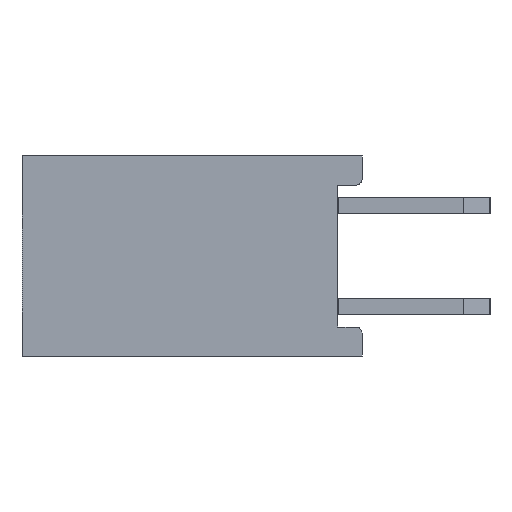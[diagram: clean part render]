
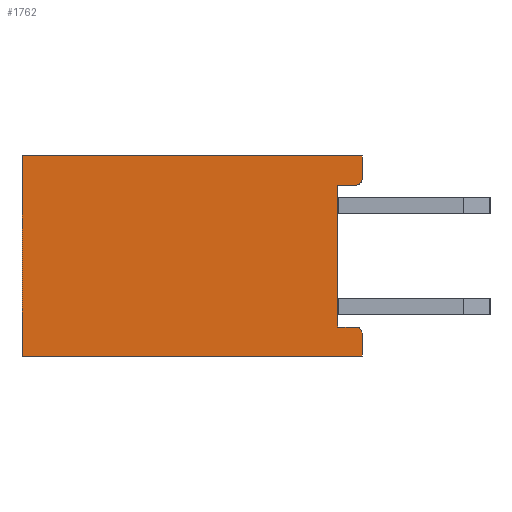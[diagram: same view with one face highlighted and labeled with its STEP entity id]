
A CAD part, left-side view. The second image highlights one B-rep face of the part: STEP entity #1762.
In plain terms, the highlighted planar face has unit normal (-1, 0, 0).
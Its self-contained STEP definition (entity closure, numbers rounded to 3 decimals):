
#1762=ADVANCED_FACE('',(#4413),#4414,.F.);
#4413=FACE_OUTER_BOUND('',#8022,.T.);
#4414=PLANE('',#8023);
#8022=EDGE_LOOP('',(#13546,#13547,#13548,#13549,#13550,#13551,#13552,#13553,#13554,#13555));
#8023=AXIS2_PLACEMENT_3D('',#13556,#13557,#13558);
#13546=ORIENTED_EDGE('',*,*,#23590,.T.);
#13547=ORIENTED_EDGE('',*,*,#23703,.T.);
#13548=ORIENTED_EDGE('',*,*,#23225,.F.);
#13549=ORIENTED_EDGE('',*,*,#23704,.T.);
#13550=ORIENTED_EDGE('',*,*,#23705,.T.);
#13551=ORIENTED_EDGE('',*,*,#23706,.T.);
#13552=ORIENTED_EDGE('',*,*,#23707,.T.);
#13553=ORIENTED_EDGE('',*,*,#23708,.T.);
#13554=ORIENTED_EDGE('',*,*,#23709,.F.);
#13555=ORIENTED_EDGE('',*,*,#23710,.T.);
#13556=CARTESIAN_POINT('',(-24.255,4.177,0.));
#13557=DIRECTION('',(1.0,0.0,0.));
#13558=DIRECTION('',(0.,0.0,-1.0));
#23225=EDGE_CURVE('',#28623,#28625,#28626,.T.);
#23590=EDGE_CURVE('',#29229,#29227,#29230,.T.);
#23703=EDGE_CURVE('',#29227,#28625,#29415,.T.);
#23704=EDGE_CURVE('',#28623,#29416,#29417,.T.);
#23705=EDGE_CURVE('',#29416,#29418,#29419,.T.);
#23706=EDGE_CURVE('',#29418,#29420,#29421,.T.);
#23707=EDGE_CURVE('',#29420,#29422,#29423,.T.);
#23708=EDGE_CURVE('',#29422,#29424,#29425,.T.);
#23709=EDGE_CURVE('',#29426,#29424,#29427,.T.);
#23710=EDGE_CURVE('',#29426,#29229,#29428,.T.);
#28623=VERTEX_POINT('',#36143);
#28625=VERTEX_POINT('',#36146);
#28626=CIRCLE('',#36147,0.15);
#29227=VERTEX_POINT('',#37037);
#29229=VERTEX_POINT('',#37040);
#29230=LINE('',#37041,#37042);
#29415=LINE('',#37324,#37325);
#29416=VERTEX_POINT('',#37326);
#29417=LINE('',#37327,#37328);
#29418=VERTEX_POINT('',#37329);
#29419=LINE('',#37330,#37331);
#29420=VERTEX_POINT('',#37332);
#29421=LINE('',#37333,#37334);
#29422=VERTEX_POINT('',#37335);
#29423=LINE('',#37336,#37337);
#29424=VERTEX_POINT('',#37338);
#29425=LINE('',#37339,#37340);
#29426=VERTEX_POINT('',#37341);
#29427=CIRCLE('',#37342,0.15);
#29428=LINE('',#37343,#37344);
#36143=CARTESIAN_POINT('',(-24.255,0.0,1.925));
#36146=CARTESIAN_POINT('',(-24.255,0.15,1.775));
#36147=AXIS2_PLACEMENT_3D('',#43735,#43736,#43737);
#37037=CARTESIAN_POINT('',(-24.255,0.6,1.775));
#37040=CARTESIAN_POINT('',(-24.255,0.6,-1.775));
#37041=CARTESIAN_POINT('',(-24.255,0.6,-1.775));
#37042=VECTOR('',#44073,1.0);
#37324=CARTESIAN_POINT('',(-24.255,0.6,1.775));
#37325=VECTOR('',#44174,1.0);
#37326=CARTESIAN_POINT('',(-24.255,0.0,2.5));
#37327=CARTESIAN_POINT('',(-24.255,0.0,1.925));
#37328=VECTOR('',#44175,1.0);
#37329=CARTESIAN_POINT('',(-24.255,8.5,2.5));
#37330=CARTESIAN_POINT('',(-24.255,0.0,2.5));
#37331=VECTOR('',#44176,1.0);
#37332=CARTESIAN_POINT('',(-24.255,8.5,-2.5));
#37333=CARTESIAN_POINT('',(-24.255,8.5,2.5));
#37334=VECTOR('',#44177,1.0);
#37335=CARTESIAN_POINT('',(-24.255,0.0,-2.5));
#37336=CARTESIAN_POINT('',(-24.255,8.5,-2.5));
#37337=VECTOR('',#44178,1.0);
#37338=CARTESIAN_POINT('',(-24.255,0.0,-1.925));
#37339=CARTESIAN_POINT('',(-24.255,0.0,-2.5));
#37340=VECTOR('',#44179,1.0);
#37341=CARTESIAN_POINT('',(-24.255,0.15,-1.775));
#37342=AXIS2_PLACEMENT_3D('',#44180,#44181,#44182);
#37343=CARTESIAN_POINT('',(-24.255,0.15,-1.775));
#37344=VECTOR('',#44183,1.0);
#43735=CARTESIAN_POINT('',(-24.255,0.15,1.925));
#43736=DIRECTION('',(1.0,0.0,0.));
#43737=DIRECTION('',(0.,0.0,-1.0));
#44073=DIRECTION('',(0.,0.0,1.0));
#44174=DIRECTION('',(0.0,-1.0,0.0));
#44175=DIRECTION('',(0.,0.0,1.0));
#44176=DIRECTION('',(0.0,1.0,0.0));
#44177=DIRECTION('',(0.,0.0,-1.0));
#44178=DIRECTION('',(0.0,-1.0,0.0));
#44179=DIRECTION('',(0.,0.0,1.0));
#44180=CARTESIAN_POINT('',(-24.255,0.15,-1.925));
#44181=DIRECTION('',(1.0,0.0,0.));
#44182=DIRECTION('',(0.,0.0,-1.0));
#44183=DIRECTION('',(0.0,1.0,0.0));
